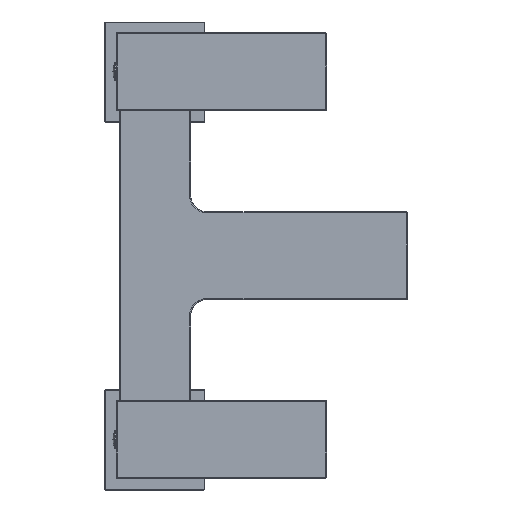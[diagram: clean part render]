
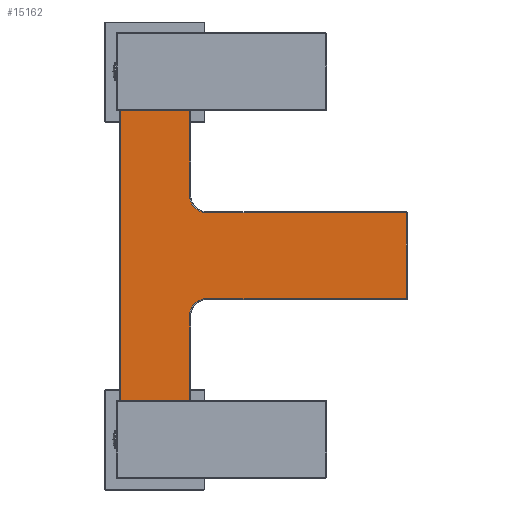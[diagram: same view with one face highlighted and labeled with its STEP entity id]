
A CAD part, top view. The second image highlights one B-rep face of the part: STEP entity #15162.
In plain terms, the highlighted planar face has unit normal (0, 0, 1).
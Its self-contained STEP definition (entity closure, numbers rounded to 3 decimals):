
#5319=LINE('',#94866,#8343);
#5323=LINE('',#94884,#8347);
#5336=LINE('',#94917,#8360);
#5337=LINE('',#94920,#8361);
#5338=LINE('',#94922,#8362);
#5339=LINE('',#94926,#8363);
#5340=LINE('',#94927,#8364);
#5341=LINE('',#94928,#8365);
#8343=VECTOR('',#62337,1.);
#8347=VECTOR('',#62353,1.);
#8360=VECTOR('',#62378,1.);
#8361=VECTOR('',#62379,1.);
#8362=VECTOR('',#62380,1.);
#8363=VECTOR('',#62383,1.);
#8364=VECTOR('',#62384,1.);
#8365=VECTOR('',#62385,1.);
#10590=FACE_OUTER_BOUND('',#20296,.T.);
#12541=PLANE('',#50978);
#15162=ADVANCED_FACE('',(#10590),#12541,.F.);
#20296=EDGE_LOOP('',(#33392,#33393,#33394,#33395,#33396,#33397,#33398,#33399,
#33400,#33401));
#33392=ORIENTED_EDGE('',*,*,#44890,.T.);
#33393=ORIENTED_EDGE('',*,*,#44891,.T.);
#33394=ORIENTED_EDGE('',*,*,#44892,.T.);
#33395=ORIENTED_EDGE('',*,*,#44893,.T.);
#33396=ORIENTED_EDGE('',*,*,#44894,.T.);
#33397=ORIENTED_EDGE('',*,*,#44866,.F.);
#33398=ORIENTED_EDGE('',*,*,#44895,.T.);
#33399=ORIENTED_EDGE('',*,*,#44875,.T.);
#33400=ORIENTED_EDGE('',*,*,#44896,.T.);
#33401=ORIENTED_EDGE('',*,*,#44897,.T.);
#38258=VERTEX_POINT('',#94865);
#38259=VERTEX_POINT('',#94867);
#38266=VERTEX_POINT('',#94883);
#38267=VERTEX_POINT('',#94885);
#38281=VERTEX_POINT('',#94918);
#38282=VERTEX_POINT('',#94919);
#38283=VERTEX_POINT('',#94921);
#38284=VERTEX_POINT('',#94923);
#38285=VERTEX_POINT('',#94925);
#38286=VERTEX_POINT('',#94929);
#44866=EDGE_CURVE('',#38258,#38259,#5319,.T.);
#44875=EDGE_CURVE('',#38267,#38266,#5323,.T.);
#44890=EDGE_CURVE('',#38281,#38282,#5336,.T.);
#44891=EDGE_CURVE('',#38282,#38283,#5337,.T.);
#44892=EDGE_CURVE('',#38283,#38284,#5338,.T.);
#44893=EDGE_CURVE('',#38284,#38285,#46636,.T.);
#44894=EDGE_CURVE('',#38285,#38259,#5339,.T.);
#44895=EDGE_CURVE('',#38258,#38267,#5340,.T.);
#44896=EDGE_CURVE('',#38266,#38286,#5341,.T.);
#44897=EDGE_CURVE('',#38286,#38281,#46637,.T.);
#46636=CIRCLE('',#50976,8.5);
#46637=CIRCLE('',#50977,8.5);
#50976=AXIS2_PLACEMENT_3D('',#94924,#62381,#62382);
#50977=AXIS2_PLACEMENT_3D('',#94930,#62386,#62387);
#50978=AXIS2_PLACEMENT_3D('',#94931,#62388,#62389);
#62337=DIRECTION('',(1.,0.,0.));
#62353=DIRECTION('',(1.,0.,0.));
#62378=DIRECTION('',(1.,0.,0.));
#62379=DIRECTION('',(0.,1.,0.));
#62380=DIRECTION('',(-1.,0.,0.));
#62381=DIRECTION('',(0.,0.,-1.));
#62382=DIRECTION('',(0.,1.,0.));
#62383=DIRECTION('',(0.,1.,0.));
#62384=DIRECTION('',(0.,-1.,0.));
#62385=DIRECTION('',(0.,1.,0.));
#62386=DIRECTION('',(0.,0.,-1.));
#62387=DIRECTION('',(0.,1.,0.));
#62388=DIRECTION('',(0.,0.,-1.));
#62389=DIRECTION('',(0.,1.,0.));
#94865=CARTESIAN_POINT('',(121.933,-19.,106.7));
#94866=CARTESIAN_POINT('',(121.433,-19.,106.7));
#94867=CARTESIAN_POINT('',(155.933,-19.,106.7));
#94883=CARTESIAN_POINT('',(155.933,-161.,106.7));
#94884=CARTESIAN_POINT('',(121.433,-161.,106.7));
#94885=CARTESIAN_POINT('',(121.933,-161.,106.7));
#94917=CARTESIAN_POINT('',(121.433,-111.,106.7));
#94918=CARTESIAN_POINT('',(164.433,-111.,106.7));
#94919=CARTESIAN_POINT('',(261.933,-111.,106.7));
#94920=CARTESIAN_POINT('',(261.933,-111.5,106.7));
#94921=CARTESIAN_POINT('',(261.933,-69.,106.7));
#94922=CARTESIAN_POINT('',(121.433,-69.,106.7));
#94923=CARTESIAN_POINT('',(164.433,-69.,106.7));
#94924=CARTESIAN_POINT('',(164.433,-60.5,106.7));
#94925=CARTESIAN_POINT('',(155.933,-60.5,106.7));
#94926=CARTESIAN_POINT('',(155.933,-111.5,106.7));
#94927=CARTESIAN_POINT('',(121.933,-161.,106.7));
#94928=CARTESIAN_POINT('',(155.933,-111.5,106.7));
#94929=CARTESIAN_POINT('',(155.933,-119.5,106.7));
#94930=CARTESIAN_POINT('',(164.433,-119.5,106.7));
#94931=CARTESIAN_POINT('',(121.433,-111.5,106.7));
